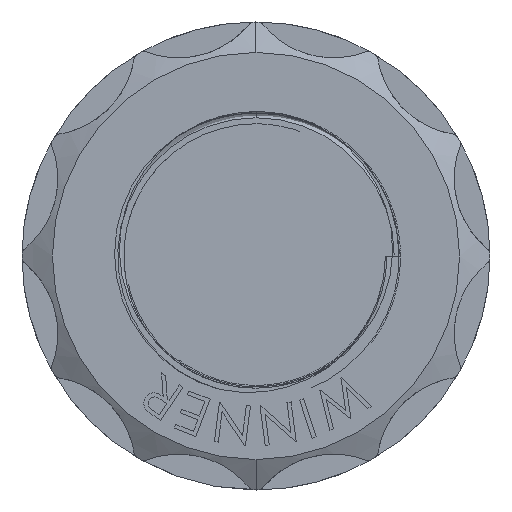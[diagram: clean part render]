
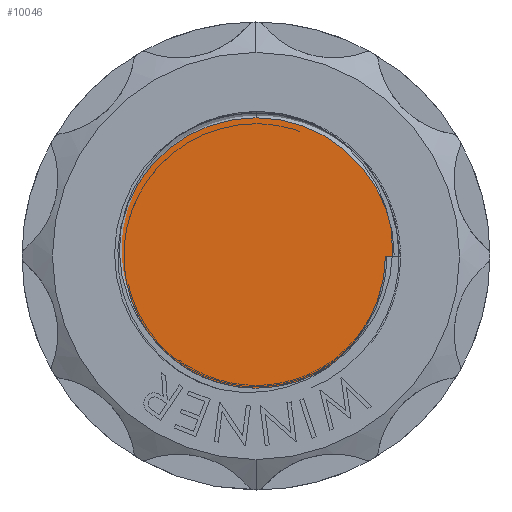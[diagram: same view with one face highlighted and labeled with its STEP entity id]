
A CAD part, left-side view. The second image highlights one B-rep face of the part: STEP entity #10046.
In plain terms, the highlighted planar face has unit normal (-1, 0, 0).
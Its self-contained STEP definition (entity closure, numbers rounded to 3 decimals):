
#60 = CARTESIAN_POINT ( 'NONE',  ( -70.42, 1.86, -8.412 ) ) ;
#91 = CARTESIAN_POINT ( 'NONE',  ( -70.42, 2.24, -8.329 ) ) ;
#95 = CARTESIAN_POINT ( 'NONE',  ( -70.42, 0., 0. ) ) ;
#110 = DIRECTION ( 'NONE',  ( 0., -1., 0. ) ) ;
#111 = CARTESIAN_POINT ( 'NONE',  ( -70.42, 1.476, -8.468 ) ) ;
#112 = CARTESIAN_POINT ( 'NONE',  ( -70.42, 0.7, -8.528 ) ) ;
#113 = CARTESIAN_POINT ( 'NONE',  ( -70.42, 0.305, -8.532 ) ) ;
#114 = CARTESIAN_POINT ( 'NONE',  ( -70.42, -0.868, -8.46 ) ) ;
#115 = CARTESIAN_POINT ( 'NONE',  ( -70.42, -1.63, -8.307 ) ) ;
#116 = CARTESIAN_POINT ( 'NONE',  ( -70.42, -2.741, -7.919 ) ) ;
#117 = CARTESIAN_POINT ( 'NONE',  ( -70.42, -3.103, -7.763 ) ) ;
#118 = CARTESIAN_POINT ( 'NONE',  ( -70.42, -3.795, -7.408 ) ) ;
#119 = CARTESIAN_POINT ( 'NONE',  ( -70.42, -4.128, -7.208 ) ) ;
#120 = CARTESIAN_POINT ( 'NONE',  ( -70.42, -4.766, -6.76 ) ) ;
#121 = CARTESIAN_POINT ( 'NONE',  ( -70.42, -5.072, -6.509 ) ) ;
#122 = CARTESIAN_POINT ( 'NONE',  ( -70.42, -5.642, -5.968 ) ) ;
#123 = CARTESIAN_POINT ( 'NONE',  ( -70.42, -5.906, -5.678 ) ) ;
#124 = CARTESIAN_POINT ( 'NONE',  ( -70.42, -6.15, -5.368 ) ) ;
#130 = CARTESIAN_POINT ( 'NONE',  ( -70.42, -6.15, -5.368 ) ) ;
#131 = CARTESIAN_POINT ( 'NONE',  ( -70.42, -6.449, -4.987 ) ) ;
#132 = CARTESIAN_POINT ( 'NONE',  ( -70.42, 0., 0. ) ) ;
#133 = DIRECTION ( 'NONE',  ( -1., 0., 0. ) ) ;
#134 = DIRECTION ( 'NONE',  ( 0., 0., -1. ) ) ;
#135 = CARTESIAN_POINT ( 'NONE',  ( -70.42, -6.722, -4.585 ) ) ;
#136 = CARTESIAN_POINT ( 'NONE',  ( -70.42, -7.198, -3.741 ) ) ;
#137 = CARTESIAN_POINT ( 'NONE',  ( -70.42, -7.401, -3.299 ) ) ;
#138 = CARTESIAN_POINT ( 'NONE',  ( -70.42, -7.728, -2.39 ) ) ;
#139 = CARTESIAN_POINT ( 'NONE',  ( -70.42, -7.854, -1.919 ) ) ;
#140 = CARTESIAN_POINT ( 'NONE',  ( -70.42, -8.021, -0.966 ) ) ;
#141 = CARTESIAN_POINT ( 'NONE',  ( -70.42, -8.063, -0.485 ) ) ;
#142 = CARTESIAN_POINT ( 'NONE',  ( -70.42, -8.063, 0. ) ) ;
#1177 = B_SPLINE_CURVE_WITH_KNOTS ( 'NONE', 3,
 ( #91, #60, #111, #112, #113, #114, #115, #116, #117, #118, #119, #120, #121, #122, #123, #124 ),
 .UNSPECIFIED., .F., .F.,
 ( 4, 2, 2, 2, 2, 2, 2, 4 ),
 ( 0.009, 0.01, 0.012, 0.014, 0.015, 0.016, 0.017, 0.019 ),
 .UNSPECIFIED. ) ;
#1178 = B_SPLINE_CURVE_WITH_KNOTS ( 'NONE', 3,
 ( #130, #131, #135, #136, #137, #138, #139, #140, #141, #142 ),
 .UNSPECIFIED., .F., .F.,
 ( 4, 2, 2, 2, 4 ),
 ( 0., 0.001, 0.003, 0.004, 0.006 ),
 .UNSPECIFIED. ) ;
#1253 = AXIS2_PLACEMENT_3D ( 'NONE', #132, #133, #134 ) ;
#1273 = AXIS2_PLACEMENT_3D ( 'NONE', #5325, #5326, #5327 ) ;
#1935 = AXIS2_PLACEMENT_3D ( 'NONE', #10998, #11008, #11009 ) ;
#2297 = EDGE_CURVE ( 'NONE', #6295, #6293, #10098, .T. ) ;
#2312 = EDGE_CURVE ( 'NONE', #6293, #6319, #1177, .T. ) ;
#2314 = EDGE_CURVE ( 'NONE', #6323, #6327, #6145, .T. ) ;
#2315 = EDGE_CURVE ( 'NONE', #6327, #6295, #6147, .T. ) ;
#2316 = EDGE_CURVE ( 'NONE', #6319, #6323, #1178, .T. ) ;
#4327 = CARTESIAN_POINT ( 'NONE',  ( -70.42, 2.24, -8.329 ) ) ;
#4329 = CARTESIAN_POINT ( 'NONE',  ( -70.42, 0., 8.625 ) ) ;
#4353 = CARTESIAN_POINT ( 'NONE',  ( -70.42, -6.15, -5.368 ) ) ;
#4357 = CARTESIAN_POINT ( 'NONE',  ( -70.42, -8.063, 0. ) ) ;
#4361 = CARTESIAN_POINT ( 'NONE',  ( -70.42, -8.625, 0. ) ) ;
#5325 = CARTESIAN_POINT ( 'NONE',  ( -70.42, 0., 0. ) ) ;
#5326 = DIRECTION ( 'NONE',  ( -1., 0., 0. ) ) ;
#5327 = DIRECTION ( 'NONE',  ( 0., 0., -1. ) ) ;
#6143 = VECTOR ( 'NONE', #110, 1000. ) ;
#6145 = LINE ( 'NONE', #95, #6143 ) ;
#6147 = CIRCLE ( 'NONE', #1253, 8.625 ) ;
#6293 = VERTEX_POINT ( 'NONE', #4327 ) ;
#6295 = VERTEX_POINT ( 'NONE', #4329 ) ;
#6319 = VERTEX_POINT ( 'NONE', #4353 ) ;
#6323 = VERTEX_POINT ( 'NONE', #4357 ) ;
#6327 = VERTEX_POINT ( 'NONE', #4361 ) ;
#10046 = ADVANCED_FACE ( 'NONE', ( #16906 ), #11005, .F. ) ;
#10098 = CIRCLE ( 'NONE', #1273, 8.625 ) ;
#10998 = CARTESIAN_POINT ( 'NONE',  ( -70.42, 0., 0. ) ) ;
#11005 = PLANE ( 'NONE',  #1935 ) ;
#11008 = DIRECTION ( 'NONE',  ( 1., 0., 0. ) ) ;
#11009 = DIRECTION ( 'NONE',  ( 0., 0., 1. ) ) ;
#13200 = ORIENTED_EDGE ( 'NONE', *, *, #2315, .T. ) ;
#13201 = ORIENTED_EDGE ( 'NONE', *, *, #2314, .T. ) ;
#16265 = EDGE_LOOP ( 'NONE', ( #17276, #13201, #13200, #17096, #17058 ) ) ;
#16906 = FACE_OUTER_BOUND ( 'NONE', #16265, .T. ) ;
#17058 = ORIENTED_EDGE ( 'NONE', *, *, #2312, .T. ) ;
#17096 = ORIENTED_EDGE ( 'NONE', *, *, #2297, .T. ) ;
#17276 = ORIENTED_EDGE ( 'NONE', *, *, #2316, .T. ) ;
